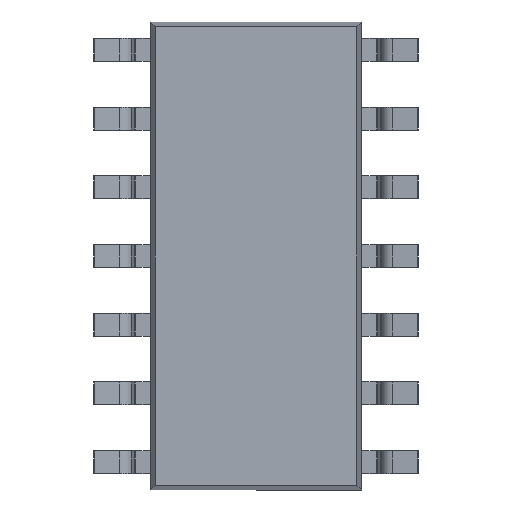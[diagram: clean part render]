
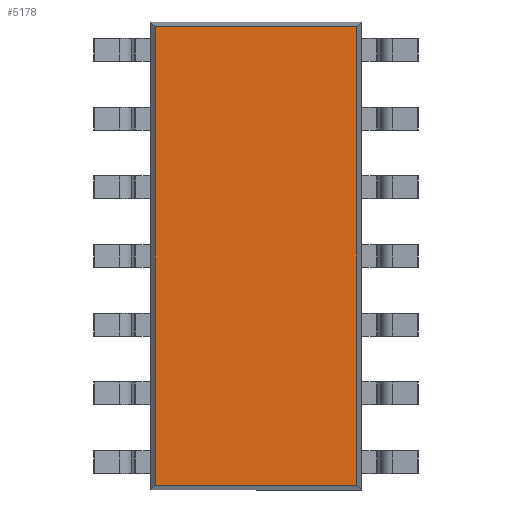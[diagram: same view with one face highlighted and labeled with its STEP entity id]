
A CAD part, front view. The second image highlights one B-rep face of the part: STEP entity #5178.
In plain terms, the highlighted planar face has unit normal (0, -1, 0).
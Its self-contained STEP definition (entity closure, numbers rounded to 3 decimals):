
#14 = DIRECTION ( 'NONE',  ( 1., 0., 0. ) ) ;
#124 = ORIENTED_EDGE ( 'NONE', *, *, #1379, .T. ) ;
#395 = LINE ( 'NONE', #6437, #1807 ) ;
#477 = VERTEX_POINT ( 'NONE', #1838 ) ;
#885 = ORIENTED_EDGE ( 'NONE', *, *, #6293, .T. ) ;
#896 = CARTESIAN_POINT ( 'NONE',  ( 1.86, 0.25, 4.235 ) ) ;
#1042 = CARTESIAN_POINT ( 'NONE',  ( -1.86, 0.25, 4.235 ) ) ;
#1365 = DIRECTION ( 'NONE',  ( 0., 0., -1. ) ) ;
#1379 = EDGE_CURVE ( 'NONE', #2335, #5382, #395, .T. ) ;
#1402 = CARTESIAN_POINT ( 'NONE',  ( 1.86, 0.25, -4.325 ) ) ;
#1807 = VECTOR ( 'NONE', #2414, 1000. ) ;
#1838 = CARTESIAN_POINT ( 'NONE',  ( -1.86, 0.25, -4.235 ) ) ;
#1913 = EDGE_CURVE ( 'NONE', #5487, #2335, #2920, .T. ) ;
#2000 = DIRECTION ( 'NONE',  ( 0., 0., 1. ) ) ;
#2055 = DIRECTION ( 'NONE',  ( 0., 0., -1. ) ) ;
#2222 = ORIENTED_EDGE ( 'NONE', *, *, #5870, .T. ) ;
#2258 = CARTESIAN_POINT ( 'NONE',  ( 0., 0.25, 0. ) ) ;
#2335 = VERTEX_POINT ( 'NONE', #896 ) ;
#2414 = DIRECTION ( 'NONE',  ( -1., 0., 0. ) ) ;
#2603 = VECTOR ( 'NONE', #2055, 1000. ) ;
#2741 = EDGE_LOOP ( 'NONE', ( #885, #5368, #124, #2222 ) ) ;
#2920 = LINE ( 'NONE', #1402, #4456 ) ;
#3028 = CARTESIAN_POINT ( 'NONE',  ( -1.95, 0.25, -4.235 ) ) ;
#3630 = LINE ( 'NONE', #5150, #2603 ) ;
#4004 = LINE ( 'NONE', #3028, #4683 ) ;
#4060 = AXIS2_PLACEMENT_3D ( 'NONE', #2258, #4262, #1365 ) ;
#4262 = DIRECTION ( 'NONE',  ( 0., -1., 0. ) ) ;
#4456 = VECTOR ( 'NONE', #2000, 1000. ) ;
#4683 = VECTOR ( 'NONE', #14, 1000. ) ;
#4761 = FACE_OUTER_BOUND ( 'NONE', #2741, .T. ) ;
#5150 = CARTESIAN_POINT ( 'NONE',  ( -1.86, 0.25, 4.325 ) ) ;
#5157 = CARTESIAN_POINT ( 'NONE',  ( 1.86, 0.25, -4.235 ) ) ;
#5178 = ADVANCED_FACE ( 'NONE', ( #4761 ), #6281, .T. ) ;
#5368 = ORIENTED_EDGE ( 'NONE', *, *, #1913, .T. ) ;
#5382 = VERTEX_POINT ( 'NONE', #1042 ) ;
#5487 = VERTEX_POINT ( 'NONE', #5157 ) ;
#5870 = EDGE_CURVE ( 'NONE', #5382, #477, #3630, .T. ) ;
#6281 = PLANE ( 'NONE',  #4060 ) ;
#6293 = EDGE_CURVE ( 'NONE', #477, #5487, #4004, .T. ) ;
#6437 = CARTESIAN_POINT ( 'NONE',  ( 1.95, 0.25, 4.235 ) ) ;
